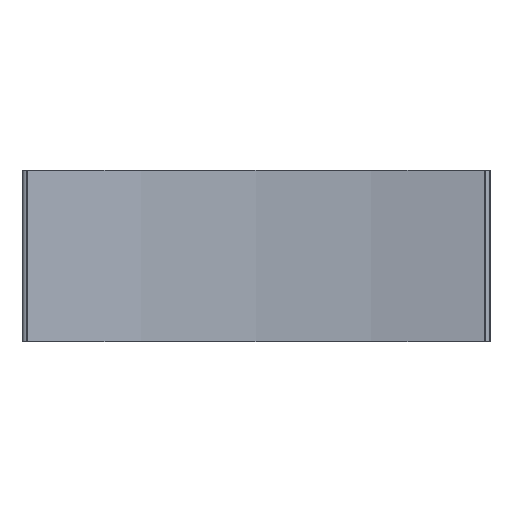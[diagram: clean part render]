
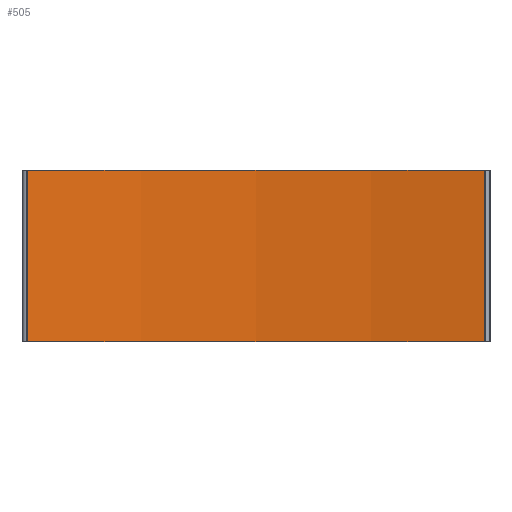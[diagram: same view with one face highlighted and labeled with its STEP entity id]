
A CAD part, left-side view. The second image highlights one B-rep face of the part: STEP entity #505.
In plain terms, the highlighted cylindrical face has radius 257.525 mm (diameter 515.05 mm), a partial arc.
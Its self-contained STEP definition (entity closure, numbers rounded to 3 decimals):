
#30 = VECTOR ( 'NONE', #875, 1000. ) ;
#45 = EDGE_CURVE ( 'NONE', #1288, #1245, #640, .T. ) ;
#55 = ORIENTED_EDGE ( 'NONE', *, *, #1168, .T. ) ;
#91 = VECTOR ( 'NONE', #539, 1000. ) ;
#113 = CIRCLE ( 'NONE', #402, 257.525 ) ;
#116 = CIRCLE ( 'NONE', #195, 257.525 ) ;
#174 = CARTESIAN_POINT ( 'NONE',  ( -82.265, 49.309, -22. ) ) ;
#195 = AXIS2_PLACEMENT_3D ( 'NONE', #1236, #923, #236 ) ;
#208 = CARTESIAN_POINT ( 'NONE',  ( -82.265, 49.309, 15. ) ) ;
#236 = DIRECTION ( 'NONE',  ( 1., 0., 0. ) ) ;
#292 = DIRECTION ( 'NONE',  ( 0., 0., -1. ) ) ;
#326 = CARTESIAN_POINT ( 'NONE',  ( -82.265, -49.309, -22. ) ) ;
#383 = FACE_OUTER_BOUND ( 'NONE', #1079, .T. ) ;
#394 = VERTEX_POINT ( 'NONE', #174 ) ;
#402 = AXIS2_PLACEMENT_3D ( 'NONE', #623, #515, #532 ) ;
#468 = EDGE_CURVE ( 'NONE', #1288, #394, #113, .T. ) ;
#505 = ADVANCED_FACE ( 'NONE', ( #383 ), #1317, .F. ) ;
#515 = DIRECTION ( 'NONE',  ( 0., 0., 1. ) ) ;
#532 = DIRECTION ( 'NONE',  ( 1., 0., 0. ) ) ;
#535 = CARTESIAN_POINT ( 'NONE',  ( -82.265, -49.309, 15. ) ) ;
#539 = DIRECTION ( 'NONE',  ( 0., 0., 1. ) ) ;
#602 = LINE ( 'NONE', #208, #30 ) ;
#623 = CARTESIAN_POINT ( 'NONE',  ( -335.025, 0., -22. ) ) ;
#640 = LINE ( 'NONE', #1390, #91 ) ;
#854 = CARTESIAN_POINT ( 'NONE',  ( -335.025, 0., 15. ) ) ;
#861 = DIRECTION ( 'NONE',  ( -1., 0., 0. ) ) ;
#875 = DIRECTION ( 'NONE',  ( 0., 0., -1. ) ) ;
#900 = VERTEX_POINT ( 'NONE', #1234 ) ;
#915 = ORIENTED_EDGE ( 'NONE', *, *, #1009, .F. ) ;
#923 = DIRECTION ( 'NONE',  ( 0., 0., -1. ) ) ;
#1009 = EDGE_CURVE ( 'NONE', #900, #1245, #116, .T. ) ;
#1022 = ORIENTED_EDGE ( 'NONE', *, *, #468, .F. ) ;
#1042 = ORIENTED_EDGE ( 'NONE', *, *, #45, .T. ) ;
#1079 = EDGE_LOOP ( 'NONE', ( #1022, #1042, #915, #55 ) ) ;
#1099 = AXIS2_PLACEMENT_3D ( 'NONE', #854, #292, #861 ) ;
#1168 = EDGE_CURVE ( 'NONE', #900, #394, #602, .T. ) ;
#1234 = CARTESIAN_POINT ( 'NONE',  ( -82.265, 49.309, 15. ) ) ;
#1236 = CARTESIAN_POINT ( 'NONE',  ( -335.025, 0., 15. ) ) ;
#1245 = VERTEX_POINT ( 'NONE', #535 ) ;
#1288 = VERTEX_POINT ( 'NONE', #326 ) ;
#1317 = CYLINDRICAL_SURFACE ( 'NONE', #1099, 257.525 ) ;
#1390 = CARTESIAN_POINT ( 'NONE',  ( -82.265, -49.309, 15. ) ) ;
